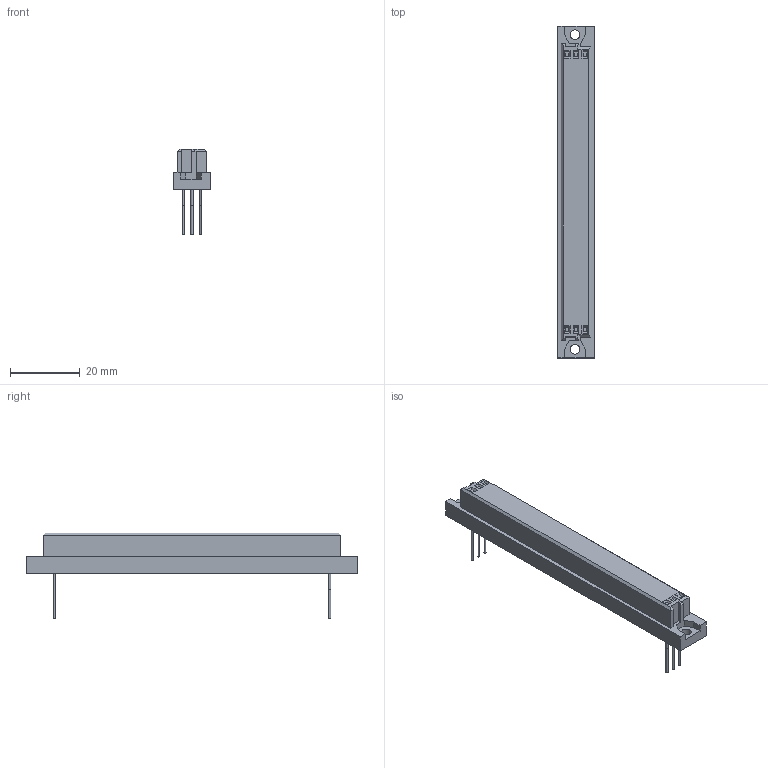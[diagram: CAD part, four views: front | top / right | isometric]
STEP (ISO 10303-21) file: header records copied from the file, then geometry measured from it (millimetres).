
FILE_DESCRIPTION(/* description */ (''),/* implementation_level */ '2;1');
FILE_NAME(/* name */ 'HARTING_09 03 296 6861.stp',/* time_stamp */ '2016-12-19T15:30:06+01:00',/* author */ ('jchouvet'),/* organization */ (''),/* preprocessor_version */ 'ST-DEVELOPER v16.1',/* originating_system */ 'AutoCAD Mechanical',/* authorisation */ '');
FILE_SCHEMA (('AUTOMOTIVE_DESIGN { 1 0 10303 214 3 1 1 }'));
Length unit declared in the file: millimetre
Products named in the file (1): Product
Bounding box: 10.6 x 95 x 24.6 mm (x, y, z)
Volume: 9532.4 mm3; surface area: 4504.2 mm2
Topology: 10 solids, 10 shells, 103 faces, 229 edges, 152 vertices
Faces by surface type: plane 92, cylinder 11
Full cylindrical faces by diameter (mm): 0.6 x9, 2.8 x2
Entity records: 2738 total; most frequent: CARTESIAN_POINT 462, DIRECTION 442, ORIENTED_EDGE 424, EDGE_CURVE 212, LINE 190, VECTOR 190, VERTEX_POINT 146, AXIS2_PLACEMENT_3D 126
